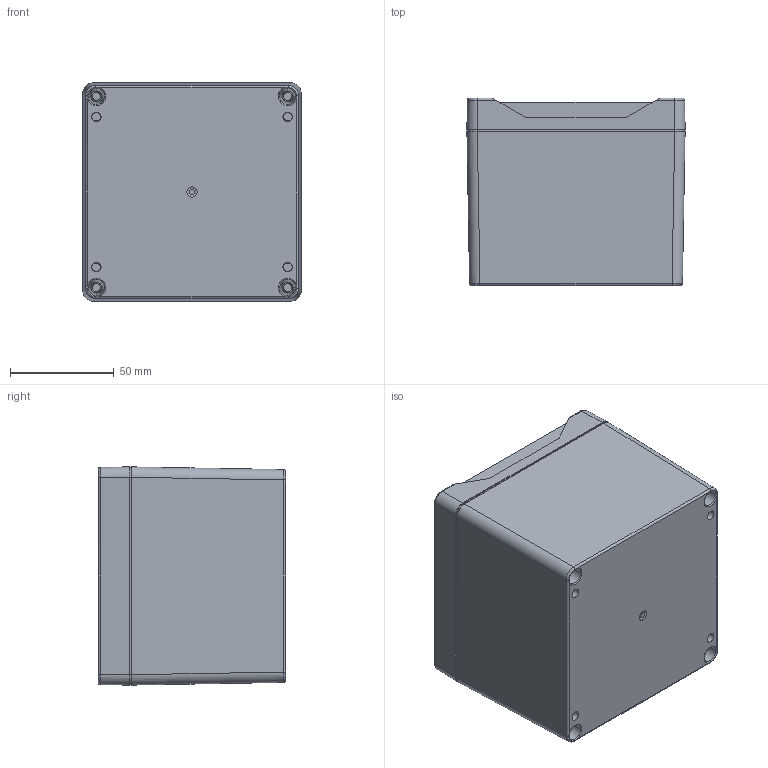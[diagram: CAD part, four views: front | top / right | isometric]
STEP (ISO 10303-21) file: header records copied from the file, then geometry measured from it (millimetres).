
FILE_DESCRIPTION (( 'STEP AP214' ), '1' );
FILE_NAME ('1555LA2GY.STEP', '2020-11-07T19:27:53', ( '' ), ( '' ), 'SwSTEP 2.0', 'SolidWorks 2019', '' );
FILE_SCHEMA (( 'AUTOMOTIVE_DESIGN' ));
Length unit declared in the file: inch
Products named in the file (1): 1555LA2GY
Bounding box: 105 x 90.1 x 105 mm (x, y, z)
Volume: 204149 mm3; surface area: 142054 mm2
Topology: 15 solids, 15 shells, 1928 faces, 5011 edges, 3249 vertices
Faces by surface type: bspline 708, plane 657, cylinder 381, cone 174, torus 8
Full cylindrical faces by diameter (mm): 2.464 x4, 3.251 x4, 3.43 x4, 3.5 x3, 3.81 x12, 3.88 x4, 3.912 x4, 4.6 x4, 5 x1, 5.334 x4, 5.537 x8, 6.35 x8, 10 x1
Entity records: 78861 total; most frequent: CARTESIAN_POINT 37319, ORIENTED_EDGE 9472, DIRECTION 6510, EDGE_CURVE 4736, VERTEX_POINT 3171, EDGE_LOOP 2303, VECTOR 2290, LINE 2290
